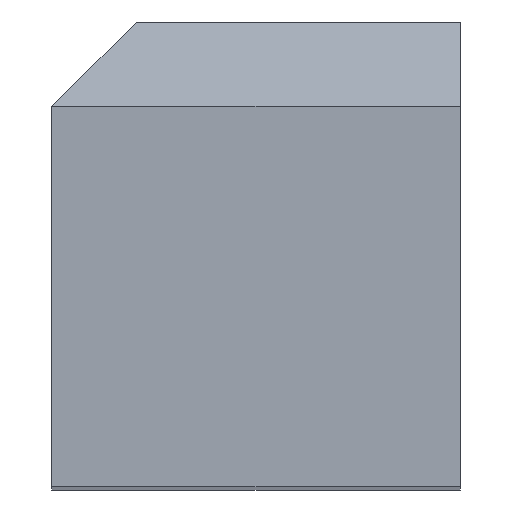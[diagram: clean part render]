
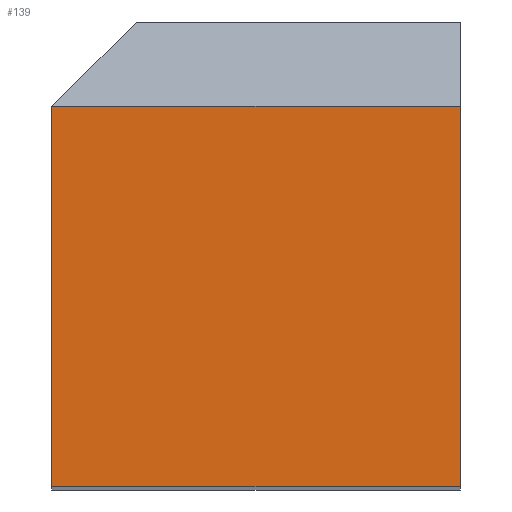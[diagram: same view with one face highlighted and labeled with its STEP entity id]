
A CAD part, top view. The second image highlights one B-rep face of the part: STEP entity #139.
In plain terms, the highlighted planar face has unit normal (0, 0, 1).
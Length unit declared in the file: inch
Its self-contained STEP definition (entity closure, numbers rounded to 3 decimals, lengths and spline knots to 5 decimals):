
#19=FACE_OUTER_BOUND('',#27,.T.);
#27=EDGE_LOOP('',(#110,#111,#112,#113));
#33=LINE('',#208,#50);
#38=LINE('',#217,#55);
#40=LINE('',#222,#57);
#44=LINE('',#228,#61);
#50=VECTOR('',#171,0.3937);
#55=VECTOR('',#178,0.3937);
#57=VECTOR('',#182,0.3937);
#61=VECTOR('',#188,0.3937);
#67=VERTEX_POINT('',#205);
#68=VERTEX_POINT('',#207);
#71=VERTEX_POINT('',#215);
#73=VERTEX_POINT('',#221);
#78=EDGE_CURVE('',#67,#68,#33,.T.);
#83=EDGE_CURVE('',#67,#71,#38,.T.);
#85=EDGE_CURVE('',#68,#73,#40,.T.);
#89=EDGE_CURVE('',#71,#73,#44,.T.);
#110=ORIENTED_EDGE('',*,*,#83,.T.);
#111=ORIENTED_EDGE('',*,*,#89,.T.);
#112=ORIENTED_EDGE('',*,*,#85,.F.);
#113=ORIENTED_EDGE('',*,*,#78,.F.);
#131=PLANE('',#161);
#139=ADVANCED_FACE('',(#19),#131,.T.);
#161=AXIS2_PLACEMENT_3D('',#229,#189,#190);
#171=DIRECTION('',(-1.,0.,0.));
#178=DIRECTION('',(0.,1.,0.));
#182=DIRECTION('',(0.,1.,0.));
#188=DIRECTION('',(-1.,0.,0.));
#189=DIRECTION('center_axis',(0.,0.,1.));
#190=DIRECTION('ref_axis',(0.,1.,0.));
#205=CARTESIAN_POINT('',(-882.,30.5,121.625));
#207=CARTESIAN_POINT('',(-885.625,30.5,121.625));
#208=CARTESIAN_POINT('',(-758.375,30.5,121.625));
#215=CARTESIAN_POINT('',(-882.,33.875,121.625));
#217=CARTESIAN_POINT('',(-882.,30.5,121.625));
#221=CARTESIAN_POINT('',(-885.625,33.875,121.625));
#222=CARTESIAN_POINT('',(-885.625,31.53125,121.625));
#228=CARTESIAN_POINT('',(-758.375,33.875,121.625));
#229=CARTESIAN_POINT('Origin',(-758.375,30.5,121.625));
